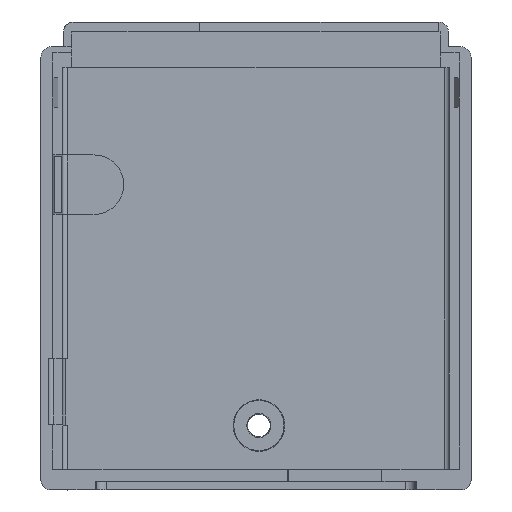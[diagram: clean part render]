
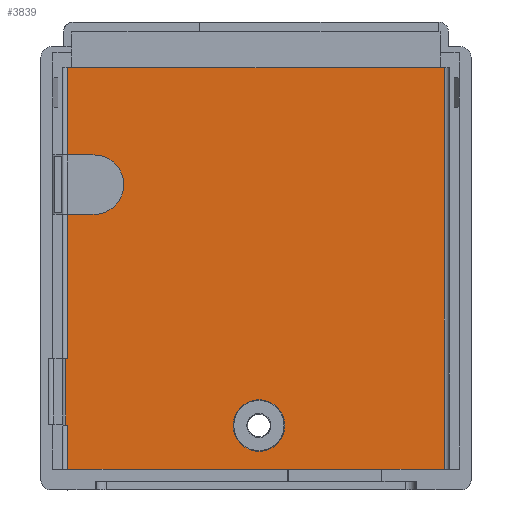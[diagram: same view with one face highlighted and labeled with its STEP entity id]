
A CAD part, top view. The second image highlights one B-rep face of the part: STEP entity #3839.
In plain terms, the highlighted planar face has unit normal (0, 0, 1).
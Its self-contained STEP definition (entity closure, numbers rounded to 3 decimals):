
#195=DIRECTION('',(-1.,0.,0.));
#196=VECTOR('',#195,38.);
#197=CARTESIAN_POINT('',(40.705,42.6,-6.9));
#198=LINE('',#197,#196);
#231=DIRECTION('',(0.,-1.,0.));
#232=VECTOR('',#231,6.7);
#233=CARTESIAN_POINT('',(2.505,13.25,-6.9));
#234=LINE('',#233,#232);
#235=DIRECTION('',(-1.,0.,0.));
#236=VECTOR('',#235,0.2);
#237=CARTESIAN_POINT('',(2.705,13.25,-6.9));
#238=LINE('',#237,#236);
#239=DIRECTION('',(0.,1.,0.));
#240=VECTOR('',#239,14.55);
#241=CARTESIAN_POINT('',(2.705,13.25,-6.9));
#242=LINE('',#241,#240);
#243=DIRECTION('',(1.,0.,0.));
#244=VECTOR('',#243,2.658);
#245=CARTESIAN_POINT('',(2.705,27.8,-6.9));
#246=LINE('',#245,#244);
#247=CARTESIAN_POINT('',(5.363,30.8,-6.9));
#248=DIRECTION('',(0.,0.,1.));
#249=DIRECTION('',(0.,-1.,0.));
#250=AXIS2_PLACEMENT_3D('',#247,#248,#249);
#252=DIRECTION('',(1.,0.,0.));
#253=VECTOR('',#252,2.658);
#254=CARTESIAN_POINT('',(2.705,33.8,-6.9));
#255=LINE('',#254,#253);
#256=DIRECTION('',(0.,1.,0.));
#257=VECTOR('',#256,8.8);
#258=CARTESIAN_POINT('',(2.705,33.8,-6.9));
#259=LINE('',#258,#257);
#260=DIRECTION('',(0.,-1.,0.));
#261=VECTOR('',#260,40.5);
#262=CARTESIAN_POINT('',(40.705,42.6,-6.9));
#263=LINE('',#262,#261);
#264=DIRECTION('',(-1.,0.,0.));
#265=VECTOR('',#264,38.);
#266=CARTESIAN_POINT('',(40.705,2.1,-6.9));
#267=LINE('',#266,#265);
#268=DIRECTION('',(0.,1.,0.));
#269=VECTOR('',#268,4.45);
#270=CARTESIAN_POINT('',(2.705,2.1,-6.9));
#271=LINE('',#270,#269);
#272=DIRECTION('',(-1.,0.,0.));
#273=VECTOR('',#272,0.2);
#274=CARTESIAN_POINT('',(2.705,6.55,-6.9));
#275=LINE('',#274,#273);
#276=CARTESIAN_POINT('',(22.,6.5,-6.9));
#277=DIRECTION('',(0.,0.,1.));
#278=DIRECTION('',(1.,0.,0.));
#279=AXIS2_PLACEMENT_3D('',#276,#277,#278);
#281=CARTESIAN_POINT('',(22.,6.5,-6.9));
#282=DIRECTION('',(0.,0.,1.));
#283=DIRECTION('',(-1.,0.,0.));
#284=AXIS2_PLACEMENT_3D('',#281,#282,#283);
#2879=CARTESIAN_POINT('',(5.363,27.8,-6.9));
#2880=CARTESIAN_POINT('',(5.363,33.8,-6.9));
#2881=VERTEX_POINT('',#2879);
#2882=VERTEX_POINT('',#2880);
#2884=CARTESIAN_POINT('',(2.705,42.6,-6.9));
#2886=VERTEX_POINT('',#2884);
#2887=CARTESIAN_POINT('',(2.705,33.8,-6.9));
#2888=VERTEX_POINT('',#2887);
#2892=CARTESIAN_POINT('',(40.705,2.1,-6.9));
#2894=VERTEX_POINT('',#2892);
#2895=CARTESIAN_POINT('',(40.705,42.6,-6.9));
#2896=VERTEX_POINT('',#2895);
#2899=CARTESIAN_POINT('',(2.705,13.25,-6.9));
#2900=CARTESIAN_POINT('',(2.705,27.8,-6.9));
#2901=VERTEX_POINT('',#2899);
#2902=VERTEX_POINT('',#2900);
#2907=CARTESIAN_POINT('',(2.705,2.1,-6.9));
#2908=CARTESIAN_POINT('',(2.705,6.55,-6.9));
#2909=VERTEX_POINT('',#2907);
#2910=VERTEX_POINT('',#2908);
#2919=CARTESIAN_POINT('',(2.505,13.25,-6.9));
#2920=CARTESIAN_POINT('',(2.505,6.55,-6.9));
#2921=VERTEX_POINT('',#2919);
#2922=VERTEX_POINT('',#2920);
#2935=CARTESIAN_POINT('',(24.6,6.5,-6.9));
#2936=CARTESIAN_POINT('',(19.4,6.5,-6.9));
#2937=VERTEX_POINT('',#2935);
#2938=VERTEX_POINT('',#2936);
#3808=CARTESIAN_POINT('',(21.705,23.1,-6.9));
#3809=DIRECTION('',(0.,0.,1.));
#3810=DIRECTION('',(1.,0.,0.));
#3811=AXIS2_PLACEMENT_3D('',#3808,#3809,#3810);
#3812=PLANE('',#3811);
#3814=ORIENTED_EDGE('',*,*,#3813,.F.);
#3816=ORIENTED_EDGE('',*,*,#3815,.F.);
#3818=ORIENTED_EDGE('',*,*,#3817,.T.);
#3820=ORIENTED_EDGE('',*,*,#3819,.T.);
#3822=ORIENTED_EDGE('',*,*,#3821,.T.);
#3823=ORIENTED_EDGE('',*,*,#3696,.F.);
#3824=ORIENTED_EDGE('',*,*,#3712,.T.);
#3825=ORIENTED_EDGE('',*,*,#3726,.F.);
#3826=ORIENTED_EDGE('',*,*,#3751,.T.);
#3827=ORIENTED_EDGE('',*,*,#3766,.T.);
#3828=ORIENTED_EDGE('',*,*,#3798,.T.);
#3830=ORIENTED_EDGE('',*,*,#3829,.T.);
#3831=EDGE_LOOP('',(#3814,#3816,#3818,#3820,#3822,#3823,#3824,#3825,#3826,#3827,
#3828,#3830));
#3832=FACE_OUTER_BOUND('',#3831,.F.);
#3834=ORIENTED_EDGE('',*,*,#3833,.T.);
#3836=ORIENTED_EDGE('',*,*,#3835,.T.);
#3837=EDGE_LOOP('',(#3834,#3836));
#3838=FACE_BOUND('',#3837,.F.);
#3839=ADVANCED_FACE('',(#3832,#3838),#3812,.T.);
#251=CIRCLE('',#250,3.);
#280=CIRCLE('',#279,2.6);
#285=CIRCLE('',#284,2.6);
#3696=EDGE_CURVE('',#2888,#2882,#255,.T.);
#3712=EDGE_CURVE('',#2888,#2886,#259,.T.);
#3726=EDGE_CURVE('',#2896,#2886,#198,.T.);
#3751=EDGE_CURVE('',#2896,#2894,#263,.T.);
#3766=EDGE_CURVE('',#2894,#2909,#267,.T.);
#3798=EDGE_CURVE('',#2909,#2910,#271,.T.);
#3813=EDGE_CURVE('',#2921,#2922,#234,.T.);
#3815=EDGE_CURVE('',#2901,#2921,#238,.T.);
#3817=EDGE_CURVE('',#2901,#2902,#242,.T.);
#3819=EDGE_CURVE('',#2902,#2881,#246,.T.);
#3821=EDGE_CURVE('',#2881,#2882,#251,.T.);
#3829=EDGE_CURVE('',#2910,#2922,#275,.T.);
#3833=EDGE_CURVE('',#2937,#2938,#280,.T.);
#3835=EDGE_CURVE('',#2938,#2937,#285,.T.);
